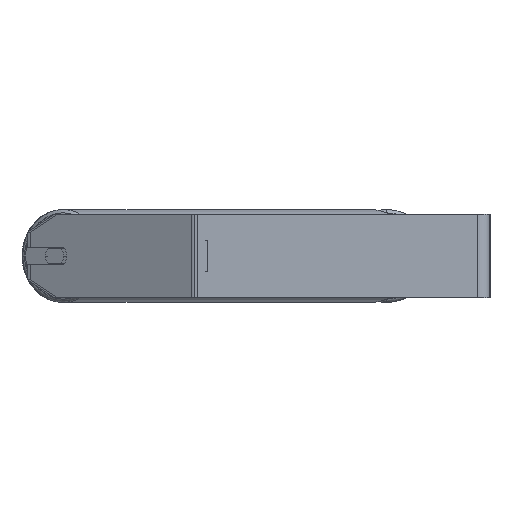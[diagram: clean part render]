
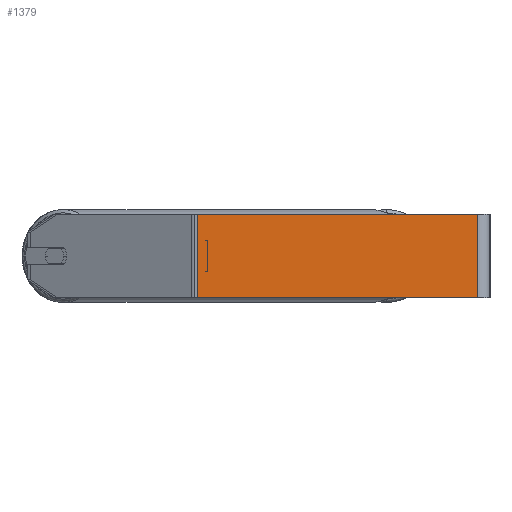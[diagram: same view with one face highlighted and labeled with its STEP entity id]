
A CAD part, left-side view. The second image highlights one B-rep face of the part: STEP entity #1379.
In plain terms, the highlighted planar face has unit normal (-1, 0, 0).
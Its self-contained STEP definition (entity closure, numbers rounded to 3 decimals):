
#286 = CARTESIAN_POINT ( 'NONE',  ( -945., 12., 40. ) ) ;
#438 = ORIENTED_EDGE ( 'NONE', *, *, #6060, .T. ) ;
#823 = FACE_OUTER_BOUND ( 'NONE', #2989, .T. ) ;
#846 = VERTEX_POINT ( 'NONE', #4986 ) ;
#881 = ORIENTED_EDGE ( 'NONE', *, *, #1740, .F. ) ;
#993 = LINE ( 'NONE', #286, #1002 ) ;
#1002 = VECTOR ( 'NONE', #1700, 1000. ) ;
#1379 = ADVANCED_FACE ( 'NONE', ( #823 ), #5062, .F. ) ;
#1437 = CARTESIAN_POINT ( 'NONE',  ( -945., 280.057, -40. ) ) ;
#1673 = DIRECTION ( 'NONE',  ( 0., 0., -1. ) ) ;
#1700 = DIRECTION ( 'NONE',  ( 0., 0., -1. ) ) ;
#1740 = EDGE_CURVE ( 'NONE', #8679, #846, #993, .T. ) ;
#1789 = DIRECTION ( 'NONE',  ( 0., 0., -1. ) ) ;
#2098 = DIRECTION ( 'NONE',  ( 0., -1., 0. ) ) ;
#2318 = CARTESIAN_POINT ( 'NONE',  ( -945., 12., 40. ) ) ;
#2449 = CARTESIAN_POINT ( 'NONE',  ( -945., 283.272, 40. ) ) ;
#2989 = EDGE_LOOP ( 'NONE', ( #438, #881, #3512, #5390 ) ) ;
#3041 = CARTESIAN_POINT ( 'NONE',  ( -945., 280.057, 40. ) ) ;
#3512 = ORIENTED_EDGE ( 'NONE', *, *, #5928, .F. ) ;
#3629 = LINE ( 'NONE', #4434, #8129 ) ;
#3694 = VERTEX_POINT ( 'NONE', #8208 ) ;
#3721 = DIRECTION ( 'NONE',  ( 1., 0., 0. ) ) ;
#4164 = EDGE_CURVE ( 'NONE', #3694, #5852, #6412, .T. ) ;
#4434 = CARTESIAN_POINT ( 'NONE',  ( -945., 283.272, -40. ) ) ;
#4986 = CARTESIAN_POINT ( 'NONE',  ( -945., 12., -40. ) ) ;
#5020 = DIRECTION ( 'NONE',  ( 0., -1., 0. ) ) ;
#5062 = PLANE ( 'NONE',  #7361 ) ;
#5390 = ORIENTED_EDGE ( 'NONE', *, *, #4164, .T. ) ;
#5579 = VECTOR ( 'NONE', #2098, 1000. ) ;
#5852 = VERTEX_POINT ( 'NONE', #1437 ) ;
#5928 = EDGE_CURVE ( 'NONE', #3694, #8679, #8184, .T. ) ;
#6060 = EDGE_CURVE ( 'NONE', #5852, #846, #3629, .T. ) ;
#6216 = CARTESIAN_POINT ( 'NONE',  ( -945., 283.272, 40. ) ) ;
#6412 = LINE ( 'NONE', #3041, #7228 ) ;
#7228 = VECTOR ( 'NONE', #1673, 1000. ) ;
#7361 = AXIS2_PLACEMENT_3D ( 'NONE', #2449, #3721, #1789 ) ;
#8129 = VECTOR ( 'NONE', #5020, 1000. ) ;
#8184 = LINE ( 'NONE', #6216, #5579 ) ;
#8208 = CARTESIAN_POINT ( 'NONE',  ( -945., 280.057, 40. ) ) ;
#8679 = VERTEX_POINT ( 'NONE', #2318 ) ;
